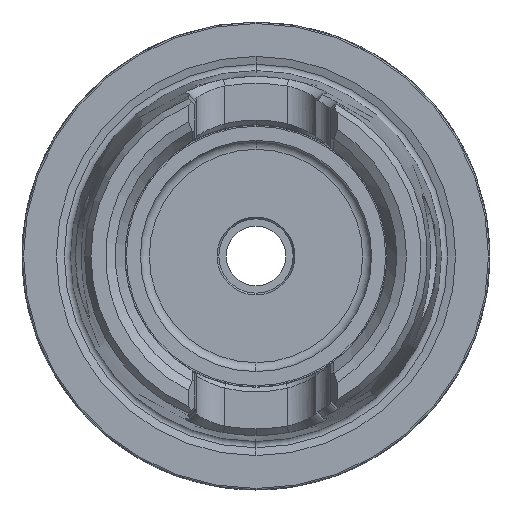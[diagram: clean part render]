
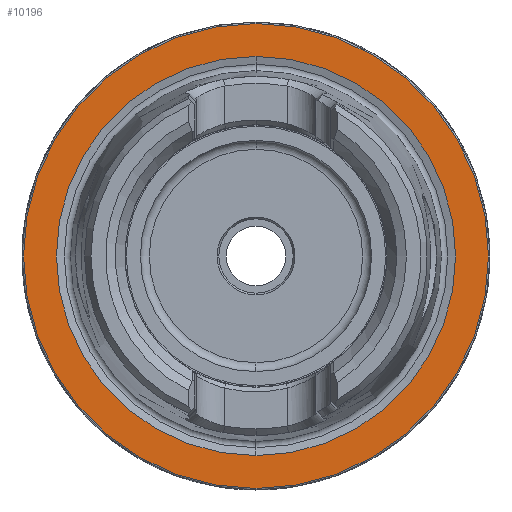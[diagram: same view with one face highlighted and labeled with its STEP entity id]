
A CAD part, left-side view. The second image highlights one B-rep face of the part: STEP entity #10196.
In plain terms, the highlighted planar face has unit normal (-1, 0, 0).
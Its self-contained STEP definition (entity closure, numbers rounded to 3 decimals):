
#276 = CARTESIAN_POINT ( 'NONE',  ( 0., 0., -31.275 ) ) ;
#288 = CIRCLE ( 'NONE', #811, 26.85 ) ;
#728 = DIRECTION ( 'NONE',  ( 0., 0., 1. ) ) ;
#811 = AXIS2_PLACEMENT_3D ( 'NONE', #2694, #8293, #3510 ) ;
#812 = CIRCLE ( 'NONE', #8354, 31.275 ) ;
#1048 = ORIENTED_EDGE ( 'NONE', *, *, #2991, .T. ) ;
#1202 = VERTEX_POINT ( 'NONE', #3673 ) ;
#1555 = FACE_BOUND ( 'NONE', #7704, .T. ) ;
#1955 = ORIENTED_EDGE ( 'NONE', *, *, #9357, .F. ) ;
#2484 = CARTESIAN_POINT ( 'NONE',  ( 0., 0., 31.275 ) ) ;
#2694 = CARTESIAN_POINT ( 'NONE',  ( 0., 0., 0. ) ) ;
#2754 = CARTESIAN_POINT ( 'NONE',  ( 0., 0., 0. ) ) ;
#2973 = CARTESIAN_POINT ( 'NONE',  ( 0., 31.275, 0. ) ) ;
#2991 = EDGE_CURVE ( 'NONE', #8100, #4580, #4374, .T. ) ;
#2992 = AXIS2_PLACEMENT_3D ( 'NONE', #2973, #6147, #3773 ) ;
#3457 = FACE_OUTER_BOUND ( 'NONE', #8588, .T. ) ;
#3510 = DIRECTION ( 'NONE',  ( 0., 0., 1. ) ) ;
#3549 = DIRECTION ( 'NONE',  ( 0., 0., 1. ) ) ;
#3673 = CARTESIAN_POINT ( 'NONE',  ( 0., 0., -26.85 ) ) ;
#3773 = DIRECTION ( 'NONE',  ( 0., 0., -1. ) ) ;
#4374 = CIRCLE ( 'NONE', #8287, 31.275 ) ;
#4522 = CARTESIAN_POINT ( 'NONE',  ( 0., 0., 0. ) ) ;
#4559 = EDGE_CURVE ( 'NONE', #5392, #1202, #288, .T. ) ;
#4580 = VERTEX_POINT ( 'NONE', #276 ) ;
#5327 = DIRECTION ( 'NONE',  ( 0., 0., 1. ) ) ;
#5392 = VERTEX_POINT ( 'NONE', #9229 ) ;
#5535 = DIRECTION ( 'NONE',  ( -1., 0., 0. ) ) ;
#5719 = ORIENTED_EDGE ( 'NONE', *, *, #10361, .T. ) ;
#6147 = DIRECTION ( 'NONE',  ( 1., 0., 0. ) ) ;
#6454 = AXIS2_PLACEMENT_3D ( 'NONE', #4522, #10062, #5327 ) ;
#6957 = PLANE ( 'NONE',  #2992 ) ;
#7471 = CIRCLE ( 'NONE', #6454, 26.85 ) ;
#7704 = EDGE_LOOP ( 'NONE', ( #9852, #1955 ) ) ;
#8100 = VERTEX_POINT ( 'NONE', #2484 ) ;
#8287 = AXIS2_PLACEMENT_3D ( 'NONE', #2754, #8346, #3549 ) ;
#8293 = DIRECTION ( 'NONE',  ( -1., 0., 0. ) ) ;
#8346 = DIRECTION ( 'NONE',  ( -1., 0., 0. ) ) ;
#8354 = AXIS2_PLACEMENT_3D ( 'NONE', #10296, #5535, #728 ) ;
#8588 = EDGE_LOOP ( 'NONE', ( #1048, #5719 ) ) ;
#9229 = CARTESIAN_POINT ( 'NONE',  ( 0., 0., 26.85 ) ) ;
#9357 = EDGE_CURVE ( 'NONE', #1202, #5392, #7471, .T. ) ;
#9852 = ORIENTED_EDGE ( 'NONE', *, *, #4559, .F. ) ;
#10062 = DIRECTION ( 'NONE',  ( -1., 0., 0. ) ) ;
#10196 = ADVANCED_FACE ( 'NONE', ( #1555, #3457 ), #6957, .F. ) ;
#10296 = CARTESIAN_POINT ( 'NONE',  ( 0., 0., 0. ) ) ;
#10361 = EDGE_CURVE ( 'NONE', #4580, #8100, #812, .T. ) ;
